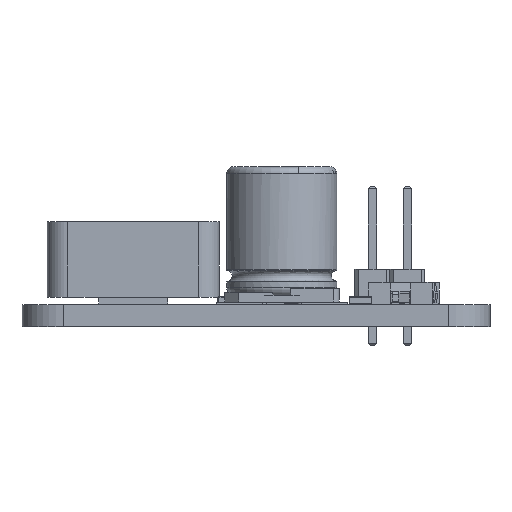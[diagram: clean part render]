
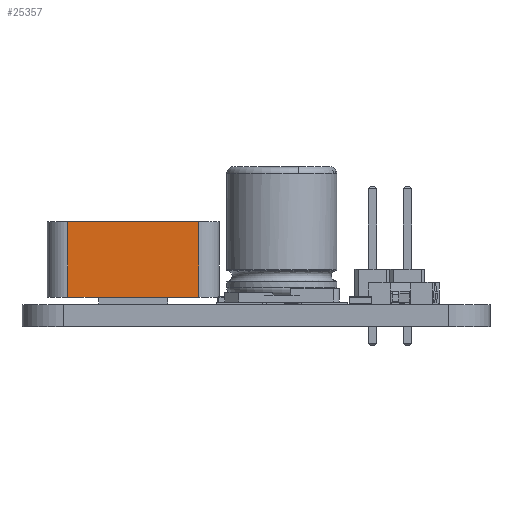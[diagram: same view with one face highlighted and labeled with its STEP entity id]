
A CAD part, left-side view. The second image highlights one B-rep face of the part: STEP entity #25357.
In plain terms, the highlighted face is planar.
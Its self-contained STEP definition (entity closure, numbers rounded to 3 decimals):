
#24512 = PLANE('',#24513);
#24513 = AXIS2_PLACEMENT_3D('',#24514,#24515,#24516);
#24514 = CARTESIAN_POINT('',(0.,0.,6.));
#24515 = DIRECTION('',(-0.,-0.,-1.));
#24516 = DIRECTION('',(-1.,0.,0.));
#24918 = VERTEX_POINT('',#24919);
#24919 = CARTESIAN_POINT('',(6.25,4.75,6.));
#24934 = CYLINDRICAL_SURFACE('',#24935,1.5);
#24935 = AXIS2_PLACEMENT_3D('',#24936,#24937,#24938);
#24936 = CARTESIAN_POINT('',(4.75,4.75,0.5));
#24937 = DIRECTION('',(0.,0.,1.));
#24938 = DIRECTION('',(0.,1.,0.));
#24946 = EDGE_CURVE('',#24918,#24947,#24949,.T.);
#24947 = VERTEX_POINT('',#24948);
#24948 = CARTESIAN_POINT('',(6.25,-4.75,6.));
#24949 = SURFACE_CURVE('',#24950,(#24954,#24961),.PCURVE_S1.);
#24950 = LINE('',#24951,#24952);
#24951 = CARTESIAN_POINT('',(6.25,6.25,6.));
#24952 = VECTOR('',#24953,1.);
#24953 = DIRECTION('',(0.,-1.,0.));
#24954 = PCURVE('',#24512,#24955);
#24955 = DEFINITIONAL_REPRESENTATION('',(#24956),#24960);
#24956 = LINE('',#24957,#24958);
#24957 = CARTESIAN_POINT('',(-6.25,6.25));
#24958 = VECTOR('',#24959,1.);
#24959 = DIRECTION('',(0.,-1.));
#24960 = ( GEOMETRIC_REPRESENTATION_CONTEXT(2) 
PARAMETRIC_REPRESENTATION_CONTEXT() REPRESENTATION_CONTEXT('2D SPACE',''
  ) );
#24961 = PCURVE('',#24962,#24967);
#24962 = PLANE('',#24963);
#24963 = AXIS2_PLACEMENT_3D('',#24964,#24965,#24966);
#24964 = CARTESIAN_POINT('',(6.25,6.25,0.5));
#24965 = DIRECTION('',(1.,0.,0.));
#24966 = DIRECTION('',(0.,-1.,0.));
#24967 = DEFINITIONAL_REPRESENTATION('',(#24968),#24972);
#24968 = LINE('',#24969,#24970);
#24969 = CARTESIAN_POINT('',(0.,-5.5));
#24970 = VECTOR('',#24971,1.);
#24971 = DIRECTION('',(1.,0.));
#24972 = ( GEOMETRIC_REPRESENTATION_CONTEXT(2) 
PARAMETRIC_REPRESENTATION_CONTEXT() REPRESENTATION_CONTEXT('2D SPACE',''
  ) );
#24991 = CYLINDRICAL_SURFACE('',#24992,1.5);
#24992 = AXIS2_PLACEMENT_3D('',#24993,#24994,#24995);
#24993 = CARTESIAN_POINT('',(4.75,-4.75,0.5));
#24994 = DIRECTION('',(0.,0.,1.));
#24995 = DIRECTION('',(1.,0.,-0.));
#25150 = PLANE('',#25151);
#25151 = AXIS2_PLACEMENT_3D('',#25152,#25153,#25154);
#25152 = CARTESIAN_POINT('',(0.,0.,0.5));
#25153 = DIRECTION('',(-0.,-0.,-1.));
#25154 = DIRECTION('',(-1.,0.,0.));
#25264 = EDGE_CURVE('',#25265,#24918,#25267,.T.);
#25265 = VERTEX_POINT('',#25266);
#25266 = CARTESIAN_POINT('',(6.25,4.75,0.5));
#25267 = SURFACE_CURVE('',#25268,(#25272,#25279),.PCURVE_S1.);
#25268 = LINE('',#25269,#25270);
#25269 = CARTESIAN_POINT('',(6.25,4.75,0.5));
#25270 = VECTOR('',#25271,1.);
#25271 = DIRECTION('',(0.,0.,1.));
#25272 = PCURVE('',#24934,#25273);
#25273 = DEFINITIONAL_REPRESENTATION('',(#25274),#25278);
#25274 = LINE('',#25275,#25276);
#25275 = CARTESIAN_POINT('',(4.712,0.));
#25276 = VECTOR('',#25277,1.);
#25277 = DIRECTION('',(0.,1.));
#25278 = ( GEOMETRIC_REPRESENTATION_CONTEXT(2) 
PARAMETRIC_REPRESENTATION_CONTEXT() REPRESENTATION_CONTEXT('2D SPACE',''
  ) );
#25279 = PCURVE('',#24962,#25280);
#25280 = DEFINITIONAL_REPRESENTATION('',(#25281),#25285);
#25281 = LINE('',#25282,#25283);
#25282 = CARTESIAN_POINT('',(1.5,0.));
#25283 = VECTOR('',#25284,1.);
#25284 = DIRECTION('',(0.,-1.));
#25285 = ( GEOMETRIC_REPRESENTATION_CONTEXT(2) 
PARAMETRIC_REPRESENTATION_CONTEXT() REPRESENTATION_CONTEXT('2D SPACE',''
  ) );
#25357 = ADVANCED_FACE('',(#25358),#24962,.T.);
#25358 = FACE_BOUND('',#25359,.T.);
#25359 = EDGE_LOOP('',(#25360,#25383,#25384,#25385));
#25360 = ORIENTED_EDGE('',*,*,#25361,.F.);
#25361 = EDGE_CURVE('',#25265,#25362,#25364,.T.);
#25362 = VERTEX_POINT('',#25363);
#25363 = CARTESIAN_POINT('',(6.25,-4.75,0.5));
#25364 = SURFACE_CURVE('',#25365,(#25369,#25376),.PCURVE_S1.);
#25365 = LINE('',#25366,#25367);
#25366 = CARTESIAN_POINT('',(6.25,6.25,0.5));
#25367 = VECTOR('',#25368,1.);
#25368 = DIRECTION('',(0.,-1.,0.));
#25369 = PCURVE('',#24962,#25370);
#25370 = DEFINITIONAL_REPRESENTATION('',(#25371),#25375);
#25371 = LINE('',#25372,#25373);
#25372 = CARTESIAN_POINT('',(0.,0.));
#25373 = VECTOR('',#25374,1.);
#25374 = DIRECTION('',(1.,0.));
#25375 = ( GEOMETRIC_REPRESENTATION_CONTEXT(2) 
PARAMETRIC_REPRESENTATION_CONTEXT() REPRESENTATION_CONTEXT('2D SPACE',''
  ) );
#25376 = PCURVE('',#25150,#25377);
#25377 = DEFINITIONAL_REPRESENTATION('',(#25378),#25382);
#25378 = LINE('',#25379,#25380);
#25379 = CARTESIAN_POINT('',(-6.25,6.25));
#25380 = VECTOR('',#25381,1.);
#25381 = DIRECTION('',(0.,-1.));
#25382 = ( GEOMETRIC_REPRESENTATION_CONTEXT(2) 
PARAMETRIC_REPRESENTATION_CONTEXT() REPRESENTATION_CONTEXT('2D SPACE',''
  ) );
#25383 = ORIENTED_EDGE('',*,*,#25264,.T.);
#25384 = ORIENTED_EDGE('',*,*,#24946,.T.);
#25385 = ORIENTED_EDGE('',*,*,#25386,.F.);
#25386 = EDGE_CURVE('',#25362,#24947,#25387,.T.);
#25387 = SURFACE_CURVE('',#25388,(#25392,#25399),.PCURVE_S1.);
#25388 = LINE('',#25389,#25390);
#25389 = CARTESIAN_POINT('',(6.25,-4.75,0.5));
#25390 = VECTOR('',#25391,1.);
#25391 = DIRECTION('',(0.,0.,1.));
#25392 = PCURVE('',#24962,#25393);
#25393 = DEFINITIONAL_REPRESENTATION('',(#25394),#25398);
#25394 = LINE('',#25395,#25396);
#25395 = CARTESIAN_POINT('',(11.,0.));
#25396 = VECTOR('',#25397,1.);
#25397 = DIRECTION('',(0.,-1.));
#25398 = ( GEOMETRIC_REPRESENTATION_CONTEXT(2) 
PARAMETRIC_REPRESENTATION_CONTEXT() REPRESENTATION_CONTEXT('2D SPACE',''
  ) );
#25399 = PCURVE('',#24991,#25400);
#25400 = DEFINITIONAL_REPRESENTATION('',(#25401),#25405);
#25401 = LINE('',#25402,#25403);
#25402 = CARTESIAN_POINT('',(6.283,0.));
#25403 = VECTOR('',#25404,1.);
#25404 = DIRECTION('',(0.,1.));
#25405 = ( GEOMETRIC_REPRESENTATION_CONTEXT(2) 
PARAMETRIC_REPRESENTATION_CONTEXT() REPRESENTATION_CONTEXT('2D SPACE',''
  ) );
